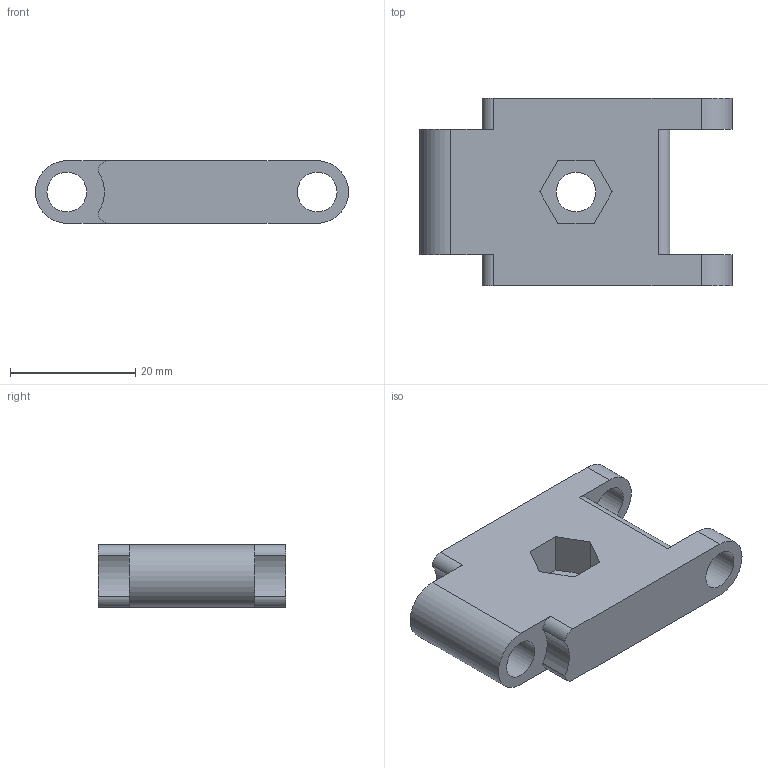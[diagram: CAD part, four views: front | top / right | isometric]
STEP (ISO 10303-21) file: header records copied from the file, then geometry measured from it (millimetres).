
FILE_DESCRIPTION(/* description */ (''),/* implementation_level */ '2;1');
FILE_NAME(/* name */ 'Cuff Link (classic) v36.step',/* time_stamp */ '2023-02-22T12:56:03+01:00',/* author */ (''),/* organization */ (''),/* preprocessor_version */ 'ST-DEVELOPER v19.2',/* originating_system */ 'Autodesk Translation Framework v11.17.0.187',/* authorisation */ '');
FILE_SCHEMA (('AUTOMOTIVE_DESIGN { 1 0 10303 214 3 1 1 }'));
Length unit declared in the file: millimetre
Products named in the file (2): Cuff Link (classic); Link
Assembly tree (1 placements, depth 2):
  Cuff Link (classic)
    Link
Bounding box: 50 x 30 x 10 mm (x, y, z)
Volume: 9877.9 mm3; surface area: 4624.4 mm2
Topology: 1 solids, 1 shells, 31 faces, 84 edges, 56 vertices
Faces by surface type: cylinder 16, plane 15
Full cylindrical faces by diameter (mm): 6.35 x4
Entity records: 1055 total; most frequent: DIRECTION 184, CARTESIAN_POINT 174, ORIENTED_EDGE 168, EDGE_CURVE 84, AXIS2_PLACEMENT_3D 66, VERTEX_POINT 56, LINE 52, VECTOR 52
